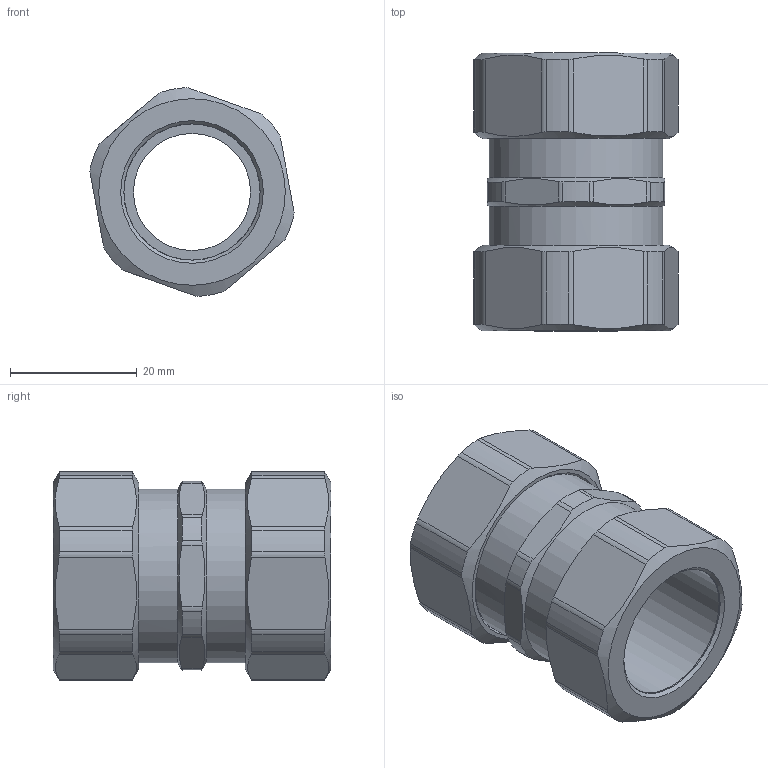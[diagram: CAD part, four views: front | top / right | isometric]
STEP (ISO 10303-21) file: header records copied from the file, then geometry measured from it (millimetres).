
FILE_DESCRIPTION(/* description */ (''),/* implementation_level */ '2;1');
FILE_NAME(/* name */ '',/* time_stamp */ '2025-06-23T16:37:36+07:00',/* author */ ('zeta-82'),/* organization */ (''),/* preprocessor_version */ 'ST-DEVELOPER v19.2',/* originating_system */ 'Autodesk Inventor 2024',/* authorisation */ '');
FILE_SCHEMA (('AUTOMOTIVE_DESIGN { 1 0 10303 214 3 1 1 }'));
Length unit declared in the file: millimetre
Products named in the file (1): АТТ-15
Bounding box: 32.26 x 43.9 x 32.97 mm (x, y, z)
Volume: 15888 mm3; surface area: 8550.9 mm2
Topology: 1 solids, 1 shells, 97 faces, 267 edges, 178 vertices
Faces by surface type: cylinder 61, plane 26, cone 10
Full cylindrical faces by diameter (mm): 18.5 x1, 21.5 x2, 21.55 x2, 27.5 x2
Entity records: 3265 total; most frequent: CARTESIAN_POINT 839, ORIENTED_EDGE 534, DIRECTION 417, EDGE_CURVE 267, VERTEX_POINT 178, AXIS2_PLACEMENT_3D 164, EDGE_LOOP 105, FACE_OUTER_BOUND 97
